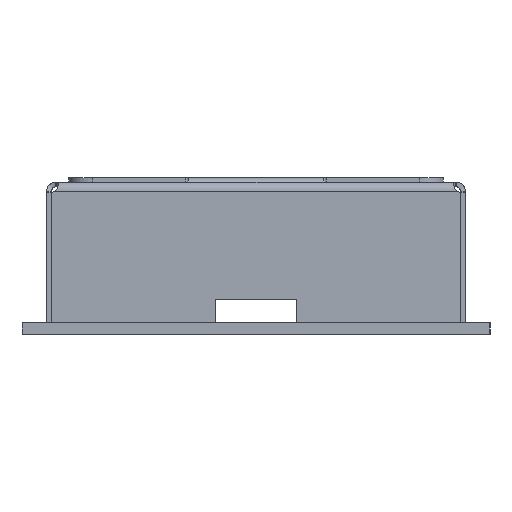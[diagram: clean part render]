
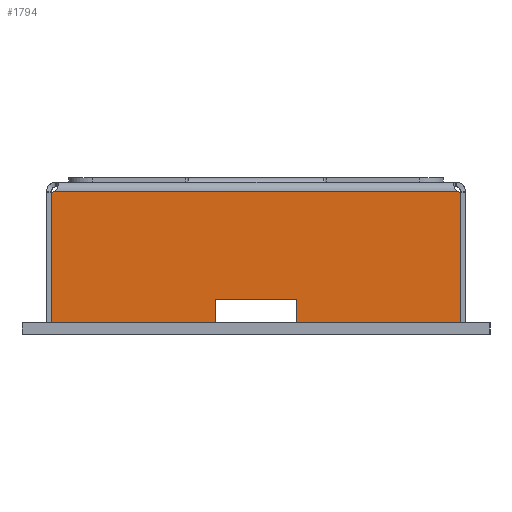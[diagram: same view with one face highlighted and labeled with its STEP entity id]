
A CAD part, left-side view. The second image highlights one B-rep face of the part: STEP entity #1794.
In plain terms, the highlighted planar face has unit normal (-1, 0, 0).
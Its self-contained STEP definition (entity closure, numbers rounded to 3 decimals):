
#1794=ADVANCED_FACE('',(#8367),#8369,.F.);
#8367=FACE_BOUND('',#8368,.T.);
#8368=EDGE_LOOP('',(#16762,#16763,#16764,#16765,#16766,#16767,#16768,#16769,#16770,
#16771));
#8369=PLANE('',#8370);
#8370=AXIS2_PLACEMENT_3D('',#8371,#8372,#8373);
#8371=CARTESIAN_POINT('',(-9.225,0.,6.508));
#8372=DIRECTION('',(1.,0.,0.));
#8373=DIRECTION('',(0.,0.,-1.));
#16762=ORIENTED_EDGE('',*,*,#20039,.F.);
#16763=ORIENTED_EDGE('',*,*,#20040,.F.);
#16764=ORIENTED_EDGE('',*,*,#19736,.T.);
#16765=ORIENTED_EDGE('',*,*,#20038,.F.);
#16766=ORIENTED_EDGE('',*,*,#20041,.T.);
#16767=ORIENTED_EDGE('',*,*,#20031,.F.);
#16768=ORIENTED_EDGE('',*,*,#20042,.F.);
#16769=ORIENTED_EDGE('',*,*,#20043,.T.);
#16770=ORIENTED_EDGE('',*,*,#19707,.T.);
#16771=ORIENTED_EDGE('',*,*,#20044,.F.);
#19707=EDGE_CURVE('',#21791,#21792,#21793,.T.);
#19736=EDGE_CURVE('',#21847,#21845,#21848,.T.);
#20031=EDGE_CURVE('',#22344,#22346,#22347,.T.);
#20038=EDGE_CURVE('',#22356,#21845,#22358,.T.);
#20039=EDGE_CURVE('',#22359,#22360,#22361,.T.);
#20040=EDGE_CURVE('',#21847,#22359,#22362,.T.);
#20041=EDGE_CURVE('',#22356,#22346,#22363,.T.);
#20042=EDGE_CURVE('',#22364,#22344,#22365,.T.);
#20043=EDGE_CURVE('',#22364,#21791,#22366,.T.);
#20044=EDGE_CURVE('',#22360,#21792,#22367,.T.);
#21791=VERTEX_POINT('',#25579);
#21792=VERTEX_POINT('',#25580);
#21793=LINE('',#25581,#25582);
#21845=VERTEX_POINT('',#25689);
#21847=VERTEX_POINT('',#25693);
#21848=LINE('',#25694,#25695);
#22344=VERTEX_POINT('',#26849);
#22346=VERTEX_POINT('',#26868);
#22347=LINE('',#26869,#26870);
#22356=VERTEX_POINT('',#26930);
#22358=LINE('',#26934,#26935);
#22359=VERTEX_POINT('',#26937);
#22360=VERTEX_POINT('',#26938);
#22361=LINE('',#26939,#26940);
#22362=LINE('',#26942,#26943);
#22363=CIRCLE('',#26945,0.3);
#22364=VERTEX_POINT('',#26949);
#22365=CIRCLE('',#26950,0.3);
#22366=LINE('',#26954,#26955);
#22367=LINE('',#26957,#26958);
#25579=CARTESIAN_POINT('',(-9.225,8.743,0.508));
#25580=CARTESIAN_POINT('',(-9.225,1.75,0.508));
#25581=CARTESIAN_POINT('',(-9.225,8.743,0.508));
#25582=VECTOR('',#25583,1.);
#25583=DIRECTION('',(0.,-1.,0.));
#25689=CARTESIAN_POINT('',(-9.225,-8.743,0.508));
#25693=CARTESIAN_POINT('',(-9.225,-1.75,0.508));
#25694=CARTESIAN_POINT('',(-9.225,-1.75,0.508));
#25695=VECTOR('',#25696,1.);
#25696=DIRECTION('',(0.,-1.,0.));
#26849=CARTESIAN_POINT('',(-9.225,8.631,6.108));
#26868=CARTESIAN_POINT('',(-9.225,-8.631,6.108));
#26869=CARTESIAN_POINT('',(-9.225,8.631,6.108));
#26870=VECTOR('',#26871,1.);
#26871=DIRECTION('',(0.,-1.,0.));
#26930=CARTESIAN_POINT('',(-9.225,-8.743,6.086));
#26934=CARTESIAN_POINT('',(-9.225,-8.743,6.086));
#26935=VECTOR('',#26936,1.);
#26936=DIRECTION('',(0.,0.,-1.));
#26937=CARTESIAN_POINT('',(-9.225,-1.75,1.508));
#26938=CARTESIAN_POINT('',(-9.225,1.75,1.508));
#26939=CARTESIAN_POINT('',(-9.225,-1.75,1.508));
#26940=VECTOR('',#26941,1.);
#26941=DIRECTION('',(0.,1.,0.));
#26942=CARTESIAN_POINT('',(-9.225,-1.75,0.508));
#26943=VECTOR('',#26944,1.);
#26944=DIRECTION('',(0.,0.,1.));
#26945=AXIS2_PLACEMENT_3D('',#26946,#26947,#26948);
#26946=CARTESIAN_POINT('',(-9.225,-8.743,6.386));
#26947=DIRECTION('',(1.,0.,0.));
#26948=DIRECTION('',(0.,0.,-1.));
#26949=CARTESIAN_POINT('',(-9.225,8.743,6.086));
#26950=AXIS2_PLACEMENT_3D('',#26951,#26952,#26953);
#26951=CARTESIAN_POINT('',(-9.225,8.743,6.386));
#26952=DIRECTION('',(-1.,0.,0.));
#26953=DIRECTION('',(0.,0.,-1.));
#26954=CARTESIAN_POINT('',(-9.225,8.743,6.086));
#26955=VECTOR('',#26956,1.);
#26956=DIRECTION('',(0.,0.,-1.));
#26957=CARTESIAN_POINT('',(-9.225,1.75,1.508));
#26958=VECTOR('',#26959,1.);
#26959=DIRECTION('',(0.,0.,-1.));
